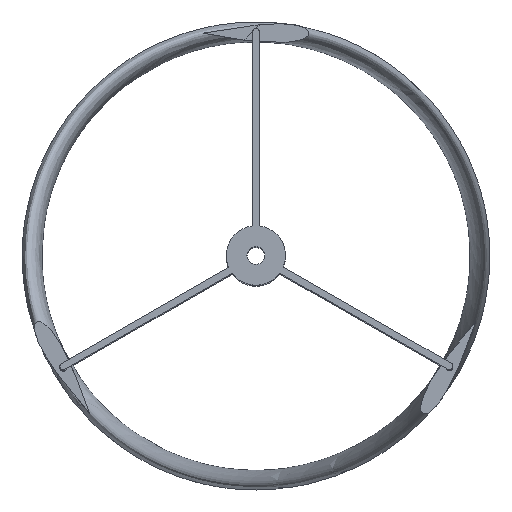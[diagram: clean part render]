
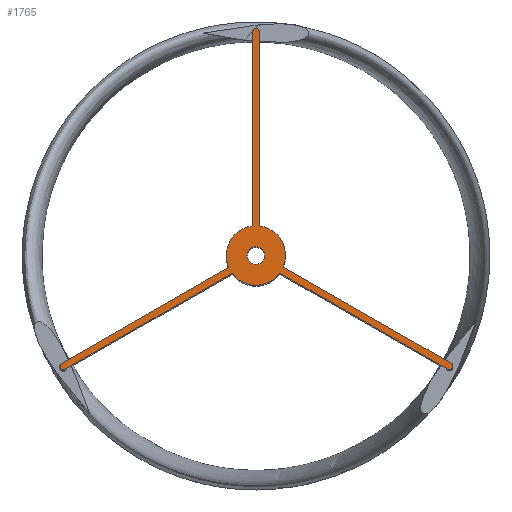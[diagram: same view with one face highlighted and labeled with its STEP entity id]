
A CAD part, top view. The second image highlights one B-rep face of the part: STEP entity #1765.
In plain terms, the highlighted planar face has unit normal (0, 0, 1).
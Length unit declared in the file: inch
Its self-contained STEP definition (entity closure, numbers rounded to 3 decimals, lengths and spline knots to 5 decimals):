
#87 = DIRECTION ( 'NONE',  ( 0., 1., 0. ) ) ;
#138 = LINE ( 'NONE', #4082, #543 ) ;
#209 = CARTESIAN_POINT ( 'NONE',  ( 58.63101, 526.03943, 700.00003 ) ) ;
#244 = LINE ( 'NONE', #5644, #4815 ) ;
#274 = DIRECTION ( 'NONE',  ( 0., 0., -1. ) ) ;
#333 = AXIS2_PLACEMENT_3D ( 'NONE', #4510, #476, #1930 ) ;
#407 = VERTEX_POINT ( 'NONE', #1323 ) ;
#443 = AXIS2_PLACEMENT_3D ( 'NONE', #2775, #5771, #6354 ) ;
#476 = DIRECTION ( 'NONE',  ( 0., 0., -1. ) ) ;
#543 = VECTOR ( 'NONE', #1570, 39.37008 ) ;
#611 = VERTEX_POINT ( 'NONE', #4574 ) ;
#618 = EDGE_CURVE ( 'NONE', #1753, #611, #1514, .T. ) ;
#634 = CARTESIAN_POINT ( 'NONE',  ( -164.4315, 131.79882, 700.00001 ) ) ;
#749 = AXIS2_PLACEMENT_3D ( 'NONE', #2741, #274, #3270 ) ;
#778 = EDGE_CURVE ( 'NONE', #1917, #4241, #1028, .T. ) ;
#795 = LINE ( 'NONE', #3729, #1985 ) ;
#857 = EDGE_CURVE ( 'NONE', #1702, #4843, #4490, .T. ) ;
#893 = CARTESIAN_POINT ( 'NONE',  ( 62.50007, 262.66654, 700. ) ) ;
#930 = EDGE_CURVE ( 'NONE', #4610, #407, #2083, .T. ) ;
#935 = EDGE_CURVE ( 'NONE', #1167, #1941, #960, .T. ) ;
#960 = CIRCLE ( 'NONE', #1267, 4. ) ;
#980 = EDGE_LOOP ( 'NONE', ( #2497, #6044, #4261, #4994, #5638, #3848, #4723, #2928, #2315, #3608, #1694, #5602, #2172 ) ) ;
#1024 = PLANE ( 'NONE',  #333 ) ;
#1028 = LINE ( 'NONE', #4052, #5830 ) ;
#1123 = EDGE_CURVE ( 'NONE', #407, #1702, #244, .T. ) ;
#1124 = CARTESIAN_POINT ( 'NONE',  ( 288.53479, 128.80386, 699.99996 ) ) ;
#1166 = VECTOR ( 'NONE', #1542, 39.37008 ) ;
#1167 = VERTEX_POINT ( 'NONE', #209 ) ;
#1259 = VERTEX_POINT ( 'NONE', #2256 ) ;
#1267 = AXIS2_PLACEMENT_3D ( 'NONE', #5672, #5737, #4745 ) ;
#1323 = CARTESIAN_POINT ( 'NONE',  ( 34.37736, 241.83116, 700. ) ) ;
#1407 = ORIENTED_EDGE ( 'NONE', *, *, #2235, .T. ) ;
#1450 = EDGE_CURVE ( 'NONE', #1941, #1917, #4595, .T. ) ;
#1510 = CARTESIAN_POINT ( 'NONE',  ( 94.66979, 248.87854, 700. ) ) ;
#1514 = LINE ( 'NONE', #4480, #1166 ) ;
#1542 = DIRECTION ( 'NONE',  ( 0.868, -0.496, 0. ) ) ;
#1570 = DIRECTION ( 'NONE',  ( -0.868, 0.496, 0. ) ) ;
#1659 = DIRECTION ( 'NONE',  ( 0., 0., -1. ) ) ;
#1694 = ORIENTED_EDGE ( 'NONE', *, *, #4550, .F. ) ;
#1702 = VERTEX_POINT ( 'NONE', #3466 ) ;
#1728 = DIRECTION ( 'NONE',  ( 0., 1., 0. ) ) ;
#1753 = VERTEX_POINT ( 'NONE', #1510 ) ;
#1765 = ADVANCED_FACE ( 'NONE', ( #2535, #3432 ), #1024, .F. ) ;
#1857 = DIRECTION ( 'NONE',  ( 0., 1., 0. ) ) ;
#1917 = VERTEX_POINT ( 'NONE', #2972 ) ;
#1930 = DIRECTION ( 'NONE',  ( 0., -1., 0. ) ) ;
#1941 = VERTEX_POINT ( 'NONE', #3199 ) ;
#1985 = VECTOR ( 'NONE', #2767, 39.37008 ) ;
#1998 = EDGE_CURVE ( 'NONE', #611, #3179, #2196, .T. ) ;
#2037 = CARTESIAN_POINT ( 'NONE',  ( 62.50007, 273.16654, 700. ) ) ;
#2083 = CIRCLE ( 'NONE', #749, 35. ) ;
#2172 = ORIENTED_EDGE ( 'NONE', *, *, #6172, .F. ) ;
#2196 = CIRCLE ( 'NONE', #5633, 4. ) ;
#2216 = CARTESIAN_POINT ( 'NONE',  ( 290.52042, 132.27623, 699.99996 ) ) ;
#2235 = EDGE_CURVE ( 'NONE', #1259, #4552, #2825, .T. ) ;
#2256 = CARTESIAN_POINT ( 'NONE',  ( 62.50007, 252.16654, 700. ) ) ;
#2312 = DIRECTION ( 'NONE',  ( 0., 0., -1. ) ) ;
#2315 = ORIENTED_EDGE ( 'NONE', *, *, #1450, .F. ) ;
#2497 = ORIENTED_EDGE ( 'NONE', *, *, #857, .F. ) ;
#2523 = CARTESIAN_POINT ( 'NONE',  ( 58.51736, 297.4392, 700. ) ) ;
#2535 = FACE_BOUND ( 'NONE', #4863, .T. ) ;
#2565 = CARTESIAN_POINT ( 'NONE',  ( 62.50007, 262.66654, 700. ) ) ;
#2642 = DIRECTION ( 'NONE',  ( 0., -1., 0. ) ) ;
#2709 = AXIS2_PLACEMENT_3D ( 'NONE', #4729, #2848, #5115 ) ;
#2741 = CARTESIAN_POINT ( 'NONE',  ( 62.50007, 262.66654, 700. ) ) ;
#2767 = DIRECTION ( 'NONE',  ( 0.866, 0.5, 0. ) ) ;
#2775 = CARTESIAN_POINT ( 'NONE',  ( 62.63101, 526.03744, 700.00003 ) ) ;
#2825 = CIRCLE ( 'NONE', #4184, 10.5 ) ;
#2848 = DIRECTION ( 'NONE',  ( 0., 0., -1. ) ) ;
#2928 = ORIENTED_EDGE ( 'NONE', *, *, #778, .F. ) ;
#2972 = CARTESIAN_POINT ( 'NONE',  ( 66.63101, 526.03545, 700.00003 ) ) ;
#3006 = DIRECTION ( 'NONE',  ( 0., -1., 0. ) ) ;
#3023 = AXIS2_PLACEMENT_3D ( 'NONE', #634, #6157, #2642 ) ;
#3031 = AXIS2_PLACEMENT_3D ( 'NONE', #893, #3973, #87 ) ;
#3179 = VERTEX_POINT ( 'NONE', #1124 ) ;
#3199 = CARTESIAN_POINT ( 'NONE',  ( 62.63101, 530.03744, 700.00003 ) ) ;
#3270 = DIRECTION ( 'NONE',  ( 0., 1., 0. ) ) ;
#3396 = VERTEX_POINT ( 'NONE', #5592 ) ;
#3432 = FACE_OUTER_BOUND ( 'NONE', #980, .T. ) ;
#3466 = CARTESIAN_POINT ( 'NONE',  ( -162.43324, 128.33372, 700.00001 ) ) ;
#3608 = ORIENTED_EDGE ( 'NONE', *, *, #935, .F. ) ;
#3613 = LINE ( 'NONE', #2523, #5324 ) ;
#3729 = CARTESIAN_POINT ( 'NONE',  ( -166.42977, 135.26392, 700.00001 ) ) ;
#3848 = ORIENTED_EDGE ( 'NONE', *, *, #618, .F. ) ;
#3869 = AXIS2_PLACEMENT_3D ( 'NONE', #2565, #1659, #5030 ) ;
#3973 = DIRECTION ( 'NONE',  ( 0., 0., -1. ) ) ;
#3974 = CARTESIAN_POINT ( 'NONE',  ( 66.51736, 297.43522, 700. ) ) ;
#4052 = CARTESIAN_POINT ( 'NONE',  ( 66.51736, 297.43522, 700. ) ) ;
#4082 = CARTESIAN_POINT ( 'NONE',  ( 90.69855, 241.93381, 699.99999 ) ) ;
#4116 = CARTESIAN_POINT ( 'NONE',  ( -166.42977, 135.26392, 700.00001 ) ) ;
#4184 = AXIS2_PLACEMENT_3D ( 'NONE', #4341, #2312, #1857 ) ;
#4197 = CIRCLE ( 'NONE', #2709, 35. ) ;
#4235 = CARTESIAN_POINT ( 'NONE',  ( 90.69855, 241.93381, 699.99999 ) ) ;
#4241 = VERTEX_POINT ( 'NONE', #3974 ) ;
#4261 = ORIENTED_EDGE ( 'NONE', *, *, #930, .F. ) ;
#4341 = CARTESIAN_POINT ( 'NONE',  ( 62.50007, 262.66654, 700. ) ) ;
#4394 = CIRCLE ( 'NONE', #3031, 10.5 ) ;
#4480 = CARTESIAN_POINT ( 'NONE',  ( 94.66979, 248.87854, 700. ) ) ;
#4490 = CIRCLE ( 'NONE', #3023, 4. ) ;
#4510 = CARTESIAN_POINT ( 'NONE',  ( -164.4315, 131.79882, 700.00001 ) ) ;
#4550 = EDGE_CURVE ( 'NONE', #5433, #1167, #3613, .T. ) ;
#4552 = VERTEX_POINT ( 'NONE', #2037 ) ;
#4574 = CARTESIAN_POINT ( 'NONE',  ( 292.50604, 135.74859, 699.99996 ) ) ;
#4595 = CIRCLE ( 'NONE', #443, 4. ) ;
#4598 = EDGE_CURVE ( 'NONE', #4241, #1753, #4197, .T. ) ;
#4610 = VERTEX_POINT ( 'NONE', #4235 ) ;
#4640 = DIRECTION ( 'NONE',  ( 0., 0., -1. ) ) ;
#4723 = ORIENTED_EDGE ( 'NONE', *, *, #4598, .F. ) ;
#4729 = CARTESIAN_POINT ( 'NONE',  ( 62.50007, 262.66654, 700. ) ) ;
#4745 = DIRECTION ( 'NONE',  ( 0., 1., 0. ) ) ;
#4807 = ORIENTED_EDGE ( 'NONE', *, *, #6289, .T. ) ;
#4815 = VECTOR ( 'NONE', #5579, 39.37008 ) ;
#4843 = VERTEX_POINT ( 'NONE', #4116 ) ;
#4863 = EDGE_LOOP ( 'NONE', ( #4807, #1407 ) ) ;
#4994 = ORIENTED_EDGE ( 'NONE', *, *, #5922, .F. ) ;
#5030 = DIRECTION ( 'NONE',  ( 0., 1., 0. ) ) ;
#5084 = DIRECTION ( 'NONE',  ( 0., 1., 0. ) ) ;
#5115 = DIRECTION ( 'NONE',  ( 0., 1., 0. ) ) ;
#5196 = EDGE_CURVE ( 'NONE', #3396, #5433, #5844, .T. ) ;
#5324 = VECTOR ( 'NONE', #5084, 39.37008 ) ;
#5433 = VERTEX_POINT ( 'NONE', #5692 ) ;
#5579 = DIRECTION ( 'NONE',  ( -0.866, -0.5, 0. ) ) ;
#5592 = CARTESIAN_POINT ( 'NONE',  ( 30.38082, 248.76136, 700. ) ) ;
#5602 = ORIENTED_EDGE ( 'NONE', *, *, #5196, .F. ) ;
#5633 = AXIS2_PLACEMENT_3D ( 'NONE', #2216, #4640, #1728 ) ;
#5638 = ORIENTED_EDGE ( 'NONE', *, *, #1998, .F. ) ;
#5644 = CARTESIAN_POINT ( 'NONE',  ( -162.43324, 128.33372, 700.00001 ) ) ;
#5672 = CARTESIAN_POINT ( 'NONE',  ( 62.63101, 526.03744, 700.00003 ) ) ;
#5692 = CARTESIAN_POINT ( 'NONE',  ( 58.51736, 297.4392, 700. ) ) ;
#5737 = DIRECTION ( 'NONE',  ( 0., 0., -1. ) ) ;
#5771 = DIRECTION ( 'NONE',  ( 0., 0., -1. ) ) ;
#5830 = VECTOR ( 'NONE', #3006, 39.37008 ) ;
#5844 = CIRCLE ( 'NONE', #3869, 35. ) ;
#5922 = EDGE_CURVE ( 'NONE', #3179, #4610, #138, .T. ) ;
#6044 = ORIENTED_EDGE ( 'NONE', *, *, #1123, .F. ) ;
#6157 = DIRECTION ( 'NONE',  ( 0., 0., -1. ) ) ;
#6172 = EDGE_CURVE ( 'NONE', #4843, #3396, #795, .T. ) ;
#6289 = EDGE_CURVE ( 'NONE', #4552, #1259, #4394, .T. ) ;
#6354 = DIRECTION ( 'NONE',  ( 0., 1., 0. ) ) ;
